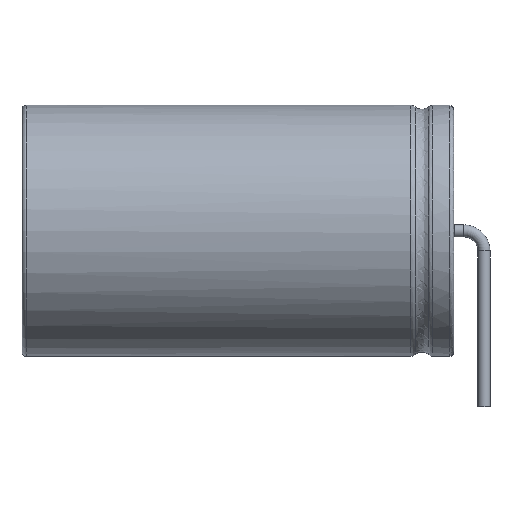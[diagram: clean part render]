
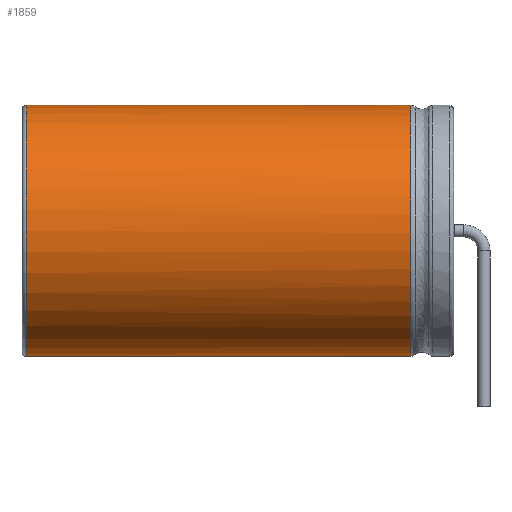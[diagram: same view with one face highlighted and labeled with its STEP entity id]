
A CAD part, left-side view. The second image highlights one B-rep face of the part: STEP entity #1859.
In plain terms, the highlighted cylindrical face has radius 6.25 mm (diameter 12.5 mm), a partial arc.
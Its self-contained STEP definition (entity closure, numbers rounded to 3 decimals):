
#875 = VERTEX_POINT('',#876);
#876 = CARTESIAN_POINT('',(8.274,2.135,10.142
    ));
#986 = VERTEX_POINT('',#987);
#987 = CARTESIAN_POINT('',(8.274,2.135,5.358)
  );
#1144 = EDGE_CURVE('',#875,#986,#1145,.T.);
#1145 = B_SPLINE_CURVE_WITH_KNOTS('',12,(#1146,#1147,#1148,#1149,#1150,
    #1151,#1152,#1153,#1154,#1155,#1156,#1157,#1158,#1159,#1160,#1161,
    #1162,#1163,#1164,#1165,#1166,#1167,#1168,#1169,#1170,#1171,#1172,
    #1173,#1174,#1175,#1176,#1177,#1178,#1179,#1180),.UNSPECIFIED.,.F.,
  .F.,(13,11,11,13),(-1.464,0.,34.361,
    35.825),.UNSPECIFIED.);
#1146 = CARTESIAN_POINT('',(8.835,2.135,8.789
    ));
#1147 = CARTESIAN_POINT('',(8.787,2.135,8.903
    ));
#1148 = CARTESIAN_POINT('',(8.741,2.135,9.016
    ));
#1149 = CARTESIAN_POINT('',(8.694,2.135,9.129
    ));
#1150 = CARTESIAN_POINT('',(8.647,2.135,9.242
    ));
#1151 = CARTESIAN_POINT('',(8.6,2.135,9.355
    ));
#1152 = CARTESIAN_POINT('',(8.553,2.135,9.468
    ));
#1153 = CARTESIAN_POINT('',(8.507,2.135,9.581
    ));
#1154 = CARTESIAN_POINT('',(8.46,2.135,9.693
    ));
#1155 = CARTESIAN_POINT('',(8.414,2.135,9.806
    ));
#1156 = CARTESIAN_POINT('',(8.367,2.135,9.918
    ));
#1157 = CARTESIAN_POINT('',(8.321,2.135,
    10.03));
#1158 = CARTESIAN_POINT('',(7.186,2.135,12.769
    ));
#1159 = CARTESIAN_POINT('',(4.777,2.135,14.896
    ));
#1160 = CARTESIAN_POINT('',(1.299,2.135,
    15.739));
#1161 = CARTESIAN_POINT('',(-2.43,2.135,
    14.642));
#1162 = CARTESIAN_POINT('',(-5.207,2.135,
    11.907));
#1163 = CARTESIAN_POINT('',(-6.599,2.135,
    7.75));
#1164 = CARTESIAN_POINT('',(-5.207,2.135,
    3.593));
#1165 = CARTESIAN_POINT('',(-2.43,2.135,0.858)
  );
#1166 = CARTESIAN_POINT('',(1.299,2.135,-0.239
    ));
#1167 = CARTESIAN_POINT('',(4.777,2.135,0.604
    ));
#1168 = CARTESIAN_POINT('',(7.186,2.135,2.731
    ));
#1169 = CARTESIAN_POINT('',(8.321,2.135,5.47
    ));
#1170 = CARTESIAN_POINT('',(8.367,2.135,5.582
    ));
#1171 = CARTESIAN_POINT('',(8.414,2.135,5.694
    ));
#1172 = CARTESIAN_POINT('',(8.46,2.135,5.807
    ));
#1173 = CARTESIAN_POINT('',(8.507,2.135,5.919
    ));
#1174 = CARTESIAN_POINT('',(8.553,2.135,6.032
    ));
#1175 = CARTESIAN_POINT('',(8.6,2.135,6.145
    ));
#1176 = CARTESIAN_POINT('',(8.647,2.135,6.258
    ));
#1177 = CARTESIAN_POINT('',(8.694,2.135,6.371
    ));
#1178 = CARTESIAN_POINT('',(8.741,2.135,6.484
    ));
#1179 = CARTESIAN_POINT('',(8.787,2.135,6.597
    ));
#1180 = CARTESIAN_POINT('',(8.835,2.135,6.711
    ));
#1362 = VERTEX_POINT('',#1363);
#1363 = CARTESIAN_POINT('',(8.274,21.3,5.358));
#1364 = VERTEX_POINT('',#1365);
#1365 = CARTESIAN_POINT('',(8.274,21.3,10.142));
#1372 = EDGE_CURVE('',#875,#1364,#1373,.T.);
#1373 = LINE('',#1374,#1375);
#1374 = CARTESIAN_POINT('',(8.274,2.,10.142));
#1375 = VECTOR('',#1376,1.);
#1376 = DIRECTION('',(0.,1.,0.));
#1431 = EDGE_CURVE('',#986,#1362,#1432,.T.);
#1432 = LINE('',#1433,#1434);
#1433 = CARTESIAN_POINT('',(8.274,2.,5.358));
#1434 = VECTOR('',#1435,1.);
#1435 = DIRECTION('',(0.,1.,0.));
#1859 = ADVANCED_FACE('',(#1860),#1872,.T.);
#1860 = FACE_BOUND('',#1861,.T.);
#1861 = EDGE_LOOP('',(#1862,#1869,#1870,#1871));
#1862 = ORIENTED_EDGE('',*,*,#1863,.T.);
#1863 = EDGE_CURVE('',#1364,#1362,#1864,.T.);
#1864 = CIRCLE('',#1865,6.25);
#1865 = AXIS2_PLACEMENT_3D('',#1866,#1867,#1868);
#1866 = CARTESIAN_POINT('',(2.5,21.3,7.75));
#1867 = DIRECTION('',(0.,-1.,0.));
#1868 = DIRECTION('',(0.924,0.,0.383)
  );
#1869 = ORIENTED_EDGE('',*,*,#1431,.F.);
#1870 = ORIENTED_EDGE('',*,*,#1144,.F.);
#1871 = ORIENTED_EDGE('',*,*,#1372,.T.);
#1872 = CYLINDRICAL_SURFACE('',#1873,6.25);
#1873 = AXIS2_PLACEMENT_3D('',#1874,#1875,#1876);
#1874 = CARTESIAN_POINT('',(2.5,2.,7.75));
#1875 = DIRECTION('',(0.,1.,0.));
#1876 = DIRECTION('',(0.924,0.,0.383)
  );
